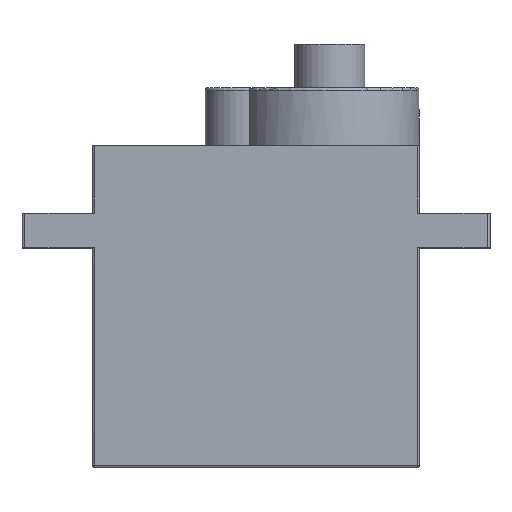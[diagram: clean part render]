
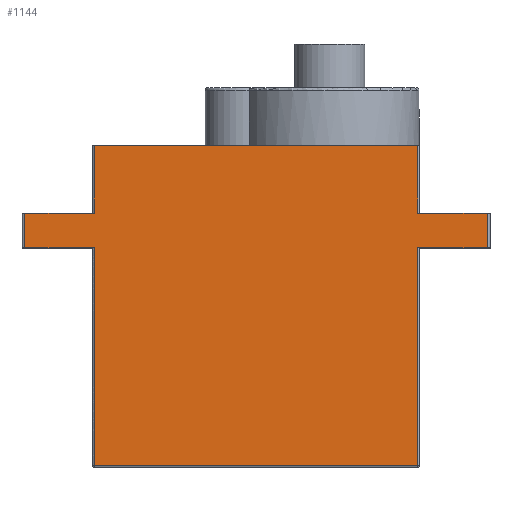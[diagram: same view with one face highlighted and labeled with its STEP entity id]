
A CAD part, top view. The second image highlights one B-rep face of the part: STEP entity #1144.
In plain terms, the highlighted planar face has unit normal (0, 0, 1).
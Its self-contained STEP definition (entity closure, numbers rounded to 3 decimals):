
#30=PLANE('',#1254);
#83=FACE_OUTER_BOUND('',#151,.T.);
#151=EDGE_LOOP('',(#861,#862,#863,#864,#865,#866,#867,#868,#869,#870,#871,
#872,#873));
#286=LINE('',#1982,#375);
#316=LINE('',#2080,#405);
#318=LINE('',#2091,#407);
#319=LINE('',#2094,#408);
#320=LINE('',#2096,#409);
#321=LINE('',#2098,#410);
#322=LINE('',#2100,#411);
#323=LINE('',#2102,#412);
#324=LINE('',#2103,#413);
#325=LINE('',#2105,#414);
#326=LINE('',#2107,#415);
#327=LINE('',#2109,#416);
#328=LINE('',#2110,#417);
#375=VECTOR('',#1361,10.);
#405=VECTOR('',#1463,10.);
#407=VECTOR('',#1475,10.);
#408=VECTOR('',#1478,10.);
#409=VECTOR('',#1479,10.);
#410=VECTOR('',#1480,10.);
#411=VECTOR('',#1481,10.);
#412=VECTOR('',#1482,10.);
#413=VECTOR('',#1483,10.);
#414=VECTOR('',#1484,10.);
#415=VECTOR('',#1485,10.);
#416=VECTOR('',#1486,10.);
#417=VECTOR('',#1487,10.);
#483=VERTEX_POINT('',#1979);
#484=VERTEX_POINT('',#1981);
#515=VERTEX_POINT('',#2077);
#516=VERTEX_POINT('',#2079);
#520=VERTEX_POINT('',#2089);
#521=VERTEX_POINT('',#2093);
#522=VERTEX_POINT('',#2095);
#523=VERTEX_POINT('',#2097);
#524=VERTEX_POINT('',#2099);
#525=VERTEX_POINT('',#2101);
#526=VERTEX_POINT('',#2104);
#527=VERTEX_POINT('',#2106);
#528=VERTEX_POINT('',#2108);
#598=EDGE_CURVE('',#483,#484,#286,.T.);
#647=EDGE_CURVE('',#515,#516,#316,.T.);
#653=EDGE_CURVE('',#520,#515,#318,.T.);
#654=EDGE_CURVE('',#521,#483,#319,.T.);
#655=EDGE_CURVE('',#521,#522,#320,.T.);
#656=EDGE_CURVE('',#523,#522,#321,.T.);
#657=EDGE_CURVE('',#524,#523,#322,.T.);
#658=EDGE_CURVE('',#525,#524,#323,.T.);
#659=EDGE_CURVE('',#516,#525,#324,.T.);
#660=EDGE_CURVE('',#520,#526,#325,.T.);
#661=EDGE_CURVE('',#527,#526,#326,.T.);
#662=EDGE_CURVE('',#528,#527,#327,.T.);
#663=EDGE_CURVE('',#484,#528,#328,.T.);
#861=ORIENTED_EDGE('',*,*,#598,.F.);
#862=ORIENTED_EDGE('',*,*,#654,.F.);
#863=ORIENTED_EDGE('',*,*,#655,.T.);
#864=ORIENTED_EDGE('',*,*,#656,.F.);
#865=ORIENTED_EDGE('',*,*,#657,.F.);
#866=ORIENTED_EDGE('',*,*,#658,.F.);
#867=ORIENTED_EDGE('',*,*,#659,.F.);
#868=ORIENTED_EDGE('',*,*,#647,.F.);
#869=ORIENTED_EDGE('',*,*,#653,.F.);
#870=ORIENTED_EDGE('',*,*,#660,.T.);
#871=ORIENTED_EDGE('',*,*,#661,.F.);
#872=ORIENTED_EDGE('',*,*,#662,.F.);
#873=ORIENTED_EDGE('',*,*,#663,.F.);
#1144=ADVANCED_FACE('',(#83),#30,.T.);
#1254=AXIS2_PLACEMENT_3D('',#2092,#1476,#1477);
#1361=DIRECTION('',(-1.,0.,0.));
#1463=DIRECTION('',(1.,0.,0.));
#1475=DIRECTION('',(0.,1.,0.));
#1476=DIRECTION('center_axis',(0.,0.,1.));
#1477=DIRECTION('ref_axis',(1.,0.,0.));
#1478=DIRECTION('',(0.,-1.,0.));
#1479=DIRECTION('',(1.,0.,0.));
#1480=DIRECTION('',(0.,-1.,0.));
#1481=DIRECTION('',(1.,0.,0.));
#1482=DIRECTION('',(0.,-1.,0.));
#1483=DIRECTION('',(1.,0.,0.));
#1484=DIRECTION('',(-1.,0.,0.));
#1485=DIRECTION('',(0.,1.,0.));
#1486=DIRECTION('',(-1.,0.,0.));
#1487=DIRECTION('',(0.,1.,0.));
#1979=CARTESIAN_POINT('',(-0.1,0.1,0.));
#1981=CARTESIAN_POINT('',(-22.5,0.1,0.));
#1982=CARTESIAN_POINT('',(-16.95,0.1,0.));
#2077=CARTESIAN_POINT('',(-22.5,22.3,0.));
#2079=CARTESIAN_POINT('',(-6.2,22.3,0.));
#2080=CARTESIAN_POINT('',(0.,22.3,0.));
#2089=CARTESIAN_POINT('',(-22.5,17.6,0.));
#2091=CARTESIAN_POINT('',(-22.5,0.,0.));
#2092=CARTESIAN_POINT('Origin',(-22.6,0.,0.));
#2093=CARTESIAN_POINT('',(-0.1,15.2,0.));
#2094=CARTESIAN_POINT('',(-0.1,0.,0.));
#2095=CARTESIAN_POINT('',(4.7,15.2,0.));
#2096=CARTESIAN_POINT('',(0.,15.2,0.));
#2097=CARTESIAN_POINT('',(4.7,17.6,0.));
#2098=CARTESIAN_POINT('',(4.7,8.2,0.));
#2099=CARTESIAN_POINT('',(-0.1,17.6,0.));
#2100=CARTESIAN_POINT('',(0.,17.6,0.));
#2101=CARTESIAN_POINT('',(-0.1,22.3,0.));
#2102=CARTESIAN_POINT('',(-0.1,0.,0.));
#2103=CARTESIAN_POINT('',(0.,22.3,0.));
#2104=CARTESIAN_POINT('',(-27.3,17.6,0.));
#2105=CARTESIAN_POINT('',(-22.6,17.6,0.));
#2106=CARTESIAN_POINT('',(-27.3,15.2,0.));
#2107=CARTESIAN_POINT('',(-27.3,8.2,0.));
#2108=CARTESIAN_POINT('',(-22.5,15.2,0.));
#2109=CARTESIAN_POINT('',(-22.6,15.2,0.));
#2110=CARTESIAN_POINT('',(-22.5,0.,0.));
